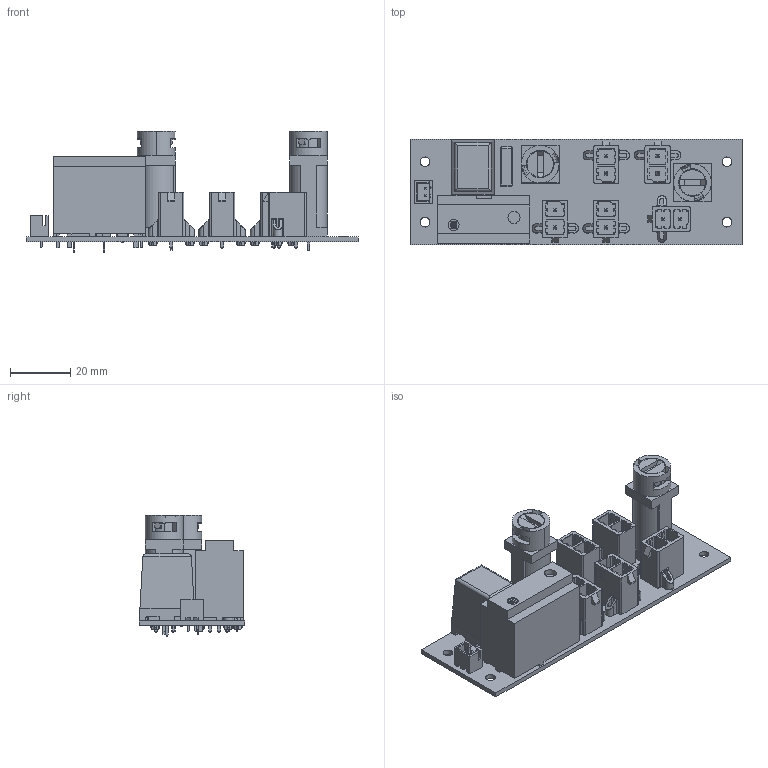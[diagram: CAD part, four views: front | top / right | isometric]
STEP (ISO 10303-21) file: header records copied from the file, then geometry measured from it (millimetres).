
FILE_DESCRIPTION(('FreeCAD Model'),'2;1');
FILE_NAME( 'model.step' ,'2018-11-22T08:57:19',('Author'),(''), 'Open CASCADE STEP processor 7.3','FreeCAD','Unknown');
FILE_SCHEMA(('AUTOMOTIVE_DESIGN { 1 0 10303 214 1 1 1 1 }'));
Length unit declared in the file: millimetre
Products named in the file (17): ac-slow-start; Board_Geoms; Pcb; PCB_Sketch; Step_Models; Top; J2_JST_B02B_XH_A_5BFD6FE4; C1_C_Rect_L130mm_W40mm_P1000mm_FKS3_FKP3_MKS4_5C212C1D; TH1_EPCOS_TDK_PTC_J21X_5BFECCB3; F1_fx0456_5C1844B9; F2_fx0456_5C1844DD; J1_molex_megafit_1720650002_5C184501; J3_molex_megafit_1720650002_5C184531; J4_molex_megafit_1720650002_5C2129AE; J5_molex_megafit_1720650002_5C184591; J6_molex_megafit_1720650002_5C1845C1; K1_G4A_1A_PE_5C211E9C
Assembly tree (16 placements, depth 4):
  ac-slow-start
    Board_Geoms
      Pcb
      PCB_Sketch
    Step_Models
      Top
        J2_JST_B02B_XH_A_5BFD6FE4
        C1_C_Rect_L130mm_W40mm_P1000mm_FKS3_FKP3_MKS4_5C212C1D
        TH1_EPCOS_TDK_PTC_J21X_5BFECCB3
        F1_fx0456_5C1844B9
        F2_fx0456_5C1844DD
        J1_molex_megafit_1720650002_5C184501
        J3_molex_megafit_1720650002_5C184531
        J4_molex_megafit_1720650002_5C2129AE
        J5_molex_megafit_1720650002_5C184591
        J6_molex_megafit_1720650002_5C1845C1
        K1_G4A_1A_PE_5C211E9C
Bounding box: 110 x 35 x 40.2 mm (x, y, z)
Volume: 33418.5 mm3; surface area: 30530.2 mm2
Topology: 30 solids, 30 shells, 1916 faces, 5282 edges, 3505 vertices
Faces by surface type: plane 1296, cylinder 554, cone 46, torus 16, sphere 4
Full cylindrical faces by diameter (mm): 0.7 x2, 1 x4, 1.3 x2, 1.35 x4, 1.8 x14, 2.2 x8, 3 x10, 3.2 x4
Entity records: 75540 total; most frequent: CARTESIAN_POINT 13752, ORIENTED_EDGE 10548, DIRECTION 9607, EDGE_CURVE 5274, LINE 3655, VECTOR 3655, VERTEX_POINT 3497, AXIS2_PLACEMENT_3D 2976
